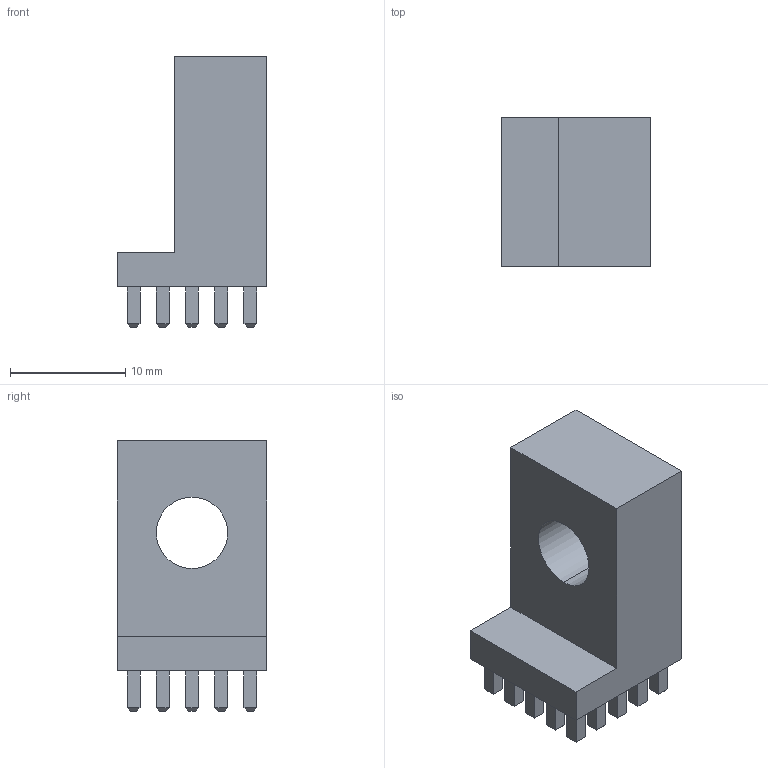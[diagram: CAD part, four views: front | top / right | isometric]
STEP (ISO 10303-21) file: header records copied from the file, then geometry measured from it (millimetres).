
FILE_DESCRIPTION (( 'STEP AP203' ), '1' );
FILE_NAME ('91115-D.STEP', '2013-12-17T16:27:35', ( 'Hajo' ), ( 'Microsoft' ), 'SwSTEP 2.0', 'SolidWorks 2011', '' );
FILE_SCHEMA (( 'CONFIG_CONTROL_DESIGN' ));
Length unit declared in the file: millimetre
Products named in the file (1): 91115-D
Bounding box: 13 x 13 x 23.5 mm (x, y, z)
Volume: 2141 mm3; surface area: 1675.4 mm2
Topology: 1 solids, 1 shells, 235 faces, 524 edges, 316 vertices
Faces by surface type: plane 233, cylinder 2
Entity records: 6323 total; most frequent: CARTESIAN_POINT 1076, ORIENTED_EDGE 1048, DIRECTION 1000, EDGE_CURVE 524, LINE 520, VECTOR 520, VERTEX_POINT 316, EDGE_LOOP 262
